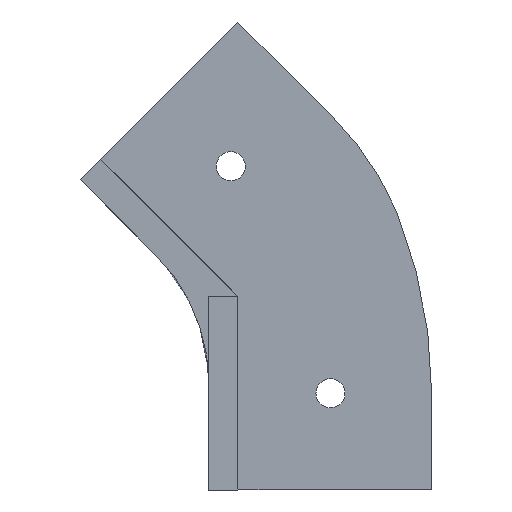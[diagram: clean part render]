
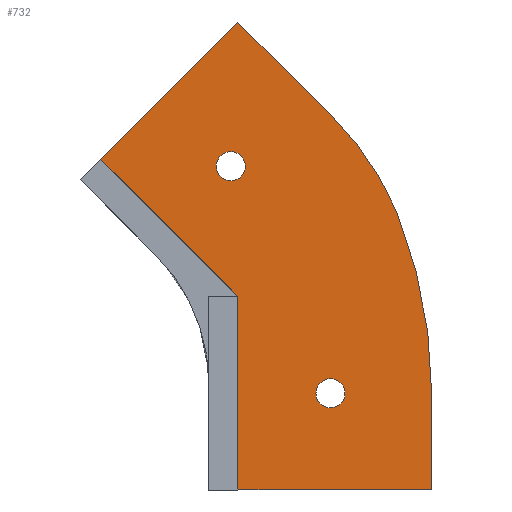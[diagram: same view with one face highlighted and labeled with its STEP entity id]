
A CAD part, left-side view. The second image highlights one B-rep face of the part: STEP entity #732.
In plain terms, the highlighted planar face has unit normal (-1, 0, 0).
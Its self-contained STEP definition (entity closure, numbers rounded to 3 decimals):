
#31=FACE_BOUND('',#115,.T.);
#32=FACE_BOUND('',#116,.T.);
#47=CIRCLE('',#788,5.);
#50=CIRCLE('',#798,51.089);
#51=CIRCLE('',#799,31.935);
#52=CIRCLE('',#800,5.);
#53=CIRCLE('',#801,1.5);
#54=CIRCLE('',#802,1.5);
#75=FACE_OUTER_BOUND('',#114,.T.);
#114=EDGE_LOOP('',(#614,#615,#616,#617,#618,#619,#620,#621,#622,#623,#624,
#625,#626,#627,#628,#629,#630));
#115=EDGE_LOOP('',(#631));
#116=EDGE_LOOP('',(#632));
#133=LINE('',#1022,#216);
#135=LINE('',#1028,#218);
#138=LINE('',#1034,#221);
#168=LINE('',#1146,#251);
#181=LINE('',#1176,#264);
#185=LINE('',#1183,#268);
#191=LINE('',#1197,#274);
#193=LINE('',#1201,#276);
#198=LINE('',#1209,#281);
#199=LINE('',#1214,#282);
#200=LINE('',#1216,#283);
#201=LINE('',#1222,#284);
#202=LINE('',#1223,#285);
#216=VECTOR('',#823,10.);
#218=VECTOR('',#827,10.);
#221=VECTOR('',#832,10.);
#251=VECTOR('',#900,10.);
#264=VECTOR('',#929,10.);
#268=VECTOR('',#933,10.);
#274=VECTOR('',#949,10.);
#276=VECTOR('',#953,10.);
#281=VECTOR('',#958,10.);
#282=VECTOR('',#963,10.);
#283=VECTOR('',#964,10.);
#284=VECTOR('',#969,10.);
#285=VECTOR('',#970,10.);
#297=VERTEX_POINT('',#1016);
#299=VERTEX_POINT('',#1020);
#300=VERTEX_POINT('',#1024);
#302=VERTEX_POINT('',#1027);
#304=VERTEX_POINT('',#1033);
#337=VERTEX_POINT('',#1142);
#338=VERTEX_POINT('',#1144);
#347=VERTEX_POINT('',#1172);
#350=VERTEX_POINT('',#1181);
#353=VERTEX_POINT('',#1195);
#354=VERTEX_POINT('',#1199);
#357=VERTEX_POINT('',#1207);
#359=VERTEX_POINT('',#1213);
#360=VERTEX_POINT('',#1215);
#361=VERTEX_POINT('',#1217);
#362=VERTEX_POINT('',#1219);
#363=VERTEX_POINT('',#1221);
#364=VERTEX_POINT('',#1225);
#365=VERTEX_POINT('',#1227);
#369=EDGE_CURVE('',#299,#297,#133,.T.);
#371=EDGE_CURVE('',#300,#302,#135,.T.);
#374=EDGE_CURVE('',#304,#300,#138,.T.);
#418=EDGE_CURVE('',#338,#337,#168,.T.);
#433=EDGE_CURVE('',#299,#347,#47,.T.);
#434=EDGE_CURVE('',#297,#304,#181,.T.);
#438=EDGE_CURVE('',#347,#350,#185,.T.);
#445=EDGE_CURVE('',#350,#353,#191,.T.);
#447=EDGE_CURVE('',#353,#354,#193,.T.);
#452=EDGE_CURVE('',#357,#338,#198,.T.);
#454=EDGE_CURVE('',#357,#359,#199,.T.);
#455=EDGE_CURVE('',#360,#359,#200,.T.);
#456=EDGE_CURVE('',#361,#360,#50,.T.);
#457=EDGE_CURVE('',#362,#361,#51,.T.);
#458=EDGE_CURVE('',#363,#362,#201,.T.);
#459=EDGE_CURVE('',#302,#363,#202,.T.);
#460=EDGE_CURVE('',#354,#337,#52,.T.);
#461=EDGE_CURVE('',#364,#364,#53,.T.);
#462=EDGE_CURVE('',#365,#365,#54,.T.);
#614=ORIENTED_EDGE('',*,*,#452,.F.);
#615=ORIENTED_EDGE('',*,*,#454,.T.);
#616=ORIENTED_EDGE('',*,*,#455,.F.);
#617=ORIENTED_EDGE('',*,*,#456,.F.);
#618=ORIENTED_EDGE('',*,*,#457,.F.);
#619=ORIENTED_EDGE('',*,*,#458,.F.);
#620=ORIENTED_EDGE('',*,*,#459,.F.);
#621=ORIENTED_EDGE('',*,*,#371,.F.);
#622=ORIENTED_EDGE('',*,*,#374,.F.);
#623=ORIENTED_EDGE('',*,*,#434,.F.);
#624=ORIENTED_EDGE('',*,*,#369,.F.);
#625=ORIENTED_EDGE('',*,*,#433,.T.);
#626=ORIENTED_EDGE('',*,*,#438,.T.);
#627=ORIENTED_EDGE('',*,*,#445,.T.);
#628=ORIENTED_EDGE('',*,*,#447,.T.);
#629=ORIENTED_EDGE('',*,*,#460,.T.);
#630=ORIENTED_EDGE('',*,*,#418,.F.);
#631=ORIENTED_EDGE('',*,*,#461,.T.);
#632=ORIENTED_EDGE('',*,*,#462,.F.);
#704=PLANE('',#797);
#732=ADVANCED_FACE('',(#75,#31,#32),#704,.F.);
#788=AXIS2_PLACEMENT_3D('',#1174,#925,#926);
#797=AXIS2_PLACEMENT_3D('',#1212,#961,#962);
#798=AXIS2_PLACEMENT_3D('',#1218,#965,#966);
#799=AXIS2_PLACEMENT_3D('',#1220,#967,#968);
#800=AXIS2_PLACEMENT_3D('',#1224,#971,#972);
#801=AXIS2_PLACEMENT_3D('',#1226,#973,#974);
#802=AXIS2_PLACEMENT_3D('',#1228,#975,#976);
#823=DIRECTION('',(0.,0.707,-0.707));
#827=DIRECTION('',(0.,0.707,0.707));
#832=DIRECTION('',(0.,0.707,-0.707));
#900=DIRECTION('',(0.,0.,1.));
#925=DIRECTION('center_axis',(1.,0.,0.));
#926=DIRECTION('ref_axis',(0.,-0.707,0.707));
#929=DIRECTION('',(0.,0.707,0.707));
#933=DIRECTION('',(0.,-0.707,-0.707));
#949=DIRECTION('',(0.,0.707,-0.707));
#953=DIRECTION('',(0.,0.,-1.));
#958=DIRECTION('',(0.,0.,1.));
#961=DIRECTION('center_axis',(1.,0.,0.));
#962=DIRECTION('ref_axis',(0.,1.,0.));
#963=DIRECTION('',(0.,-1.,0.));
#964=DIRECTION('',(0.,0.,-1.));
#965=DIRECTION('center_axis',(1.,0.,0.));
#966=DIRECTION('ref_axis',(0.,-0.924,0.383));
#967=DIRECTION('center_axis',(1.,0.,0.));
#968=DIRECTION('ref_axis',(0.,-0.707,0.707));
#969=DIRECTION('',(0.,-0.707,-0.707));
#970=DIRECTION('',(0.,-0.707,0.707));
#971=DIRECTION('center_axis',(1.,0.,0.));
#972=DIRECTION('ref_axis',(0.,-0.707,0.707));
#973=DIRECTION('center_axis',(1.,0.,0.));
#974=DIRECTION('ref_axis',(0.,1.,0.));
#975=DIRECTION('center_axis',(-1.,0.,0.));
#976=DIRECTION('ref_axis',(0.,1.,0.));
#1016=CARTESIAN_POINT('',(179.952,503.078,22.683));
#1020=CARTESIAN_POINT('',(179.952,503.074,22.687));
#1022=CARTESIAN_POINT('',(179.952,503.074,22.687));
#1024=CARTESIAN_POINT('',(179.952,515.778,35.349));
#1027=CARTESIAN_POINT('',(179.952,515.781,35.352));
#1028=CARTESIAN_POINT('',(179.952,515.781,35.352));
#1033=CARTESIAN_POINT('',(179.952,515.761,35.366));
#1034=CARTESIAN_POINT('',(179.952,515.759,35.368));
#1142=CARTESIAN_POINT('',(179.952,501.613,19.339));
#1144=CARTESIAN_POINT('',(179.952,501.613,19.151));
#1146=CARTESIAN_POINT('',(179.952,501.613,19.151));
#1172=CARTESIAN_POINT('',(179.952,502.905,22.511));
#1174=CARTESIAN_POINT('Origin',(179.952,506.609,19.152));
#1176=CARTESIAN_POINT('',(179.952,505.882,25.487));
#1181=CARTESIAN_POINT('',(179.952,501.61,21.215));
#1183=CARTESIAN_POINT('',(179.952,505.455,25.061));
#1195=CARTESIAN_POINT('',(179.952,501.613,21.212));
#1197=CARTESIAN_POINT('',(179.952,499.84,22.985));
#1199=CARTESIAN_POINT('',(179.952,501.613,19.34));
#1201=CARTESIAN_POINT('',(179.952,501.613,18.294));
#1207=CARTESIAN_POINT('',(179.952,501.613,1.229));
#1209=CARTESIAN_POINT('',(179.952,501.613,6.224));
#1212=CARTESIAN_POINT('Origin',(179.952,498.685,25.371));
#1213=CARTESIAN_POINT('',(179.952,481.612,1.226));
#1214=CARTESIAN_POINT('',(179.952,501.612,1.229));
#1215=CARTESIAN_POINT('',(179.952,481.611,11.047));
#1216=CARTESIAN_POINT('',(179.952,481.611,11.047));
#1217=CARTESIAN_POINT('',(179.952,485.252,29.997));
#1218=CARTESIAN_POINT('Origin',(179.952,532.7,11.055));
#1219=CARTESIAN_POINT('',(179.952,491.965,39.862));
#1220=CARTESIAN_POINT('Origin',(179.952,514.546,17.281));
#1221=CARTESIAN_POINT('',(179.952,501.618,49.516));
#1222=CARTESIAN_POINT('',(179.952,501.618,49.516));
#1223=CARTESIAN_POINT('',(179.952,515.76,35.374));
#1224=CARTESIAN_POINT('Origin',(179.952,506.609,19.152));
#1225=CARTESIAN_POINT('',(179.952,500.848,34.625));
#1226=CARTESIAN_POINT('Origin',(179.952,502.348,34.625));
#1227=CARTESIAN_POINT('',(179.952,490.564,11.198));
#1228=CARTESIAN_POINT('Origin',(179.952,492.064,11.198));
